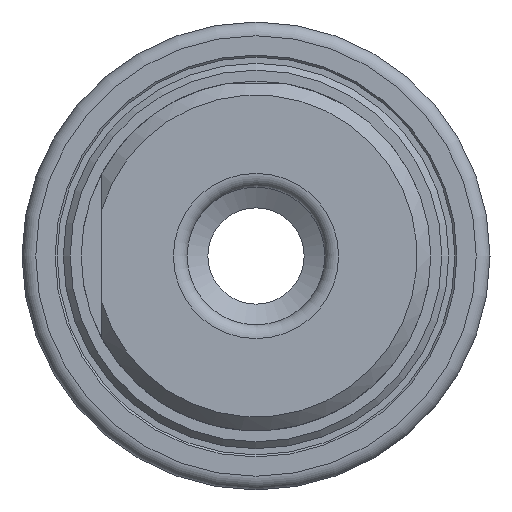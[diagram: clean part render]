
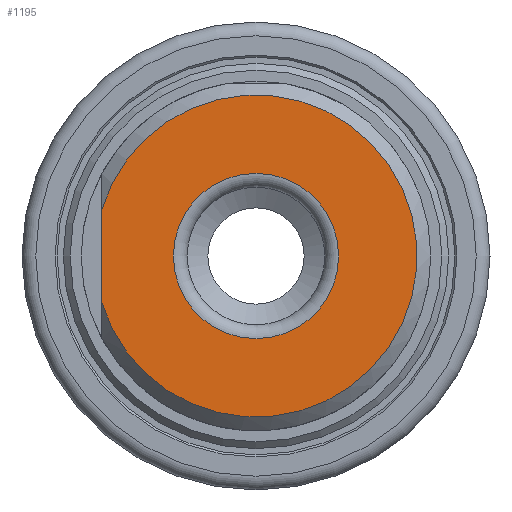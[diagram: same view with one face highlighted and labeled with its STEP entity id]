
A CAD part, left-side view. The second image highlights one B-rep face of the part: STEP entity #1195.
In plain terms, the highlighted planar face has unit normal (-1, 0, 0).
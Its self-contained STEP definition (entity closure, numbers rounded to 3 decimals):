
#47=FACE_BOUND('',#270,.T.);
#56=CIRCLE('',#1283,11.7);
#60=CIRCLE('',#1290,6.);
#61=CIRCLE('',#1291,6.);
#205=FACE_OUTER_BOUND('',#269,.T.);
#269=EDGE_LOOP('',(#803,#804));
#270=EDGE_LOOP('',(#805,#806));
#347=LINE('',#1951,#399);
#399=VECTOR('',#1499,10.);
#455=VERTEX_POINT('',#1932);
#456=VERTEX_POINT('',#1936);
#461=VERTEX_POINT('',#1955);
#462=VERTEX_POINT('',#1956);
#595=EDGE_CURVE('',#455,#456,#56,.T.);
#602=EDGE_CURVE('',#455,#456,#347,.T.);
#604=EDGE_CURVE('',#461,#462,#60,.T.);
#605=EDGE_CURVE('',#462,#461,#61,.T.);
#803=ORIENTED_EDGE('',*,*,#602,.T.);
#804=ORIENTED_EDGE('',*,*,#595,.F.);
#805=ORIENTED_EDGE('',*,*,#604,.T.);
#806=ORIENTED_EDGE('',*,*,#605,.T.);
#1174=PLANE('',#1289);
#1195=ADVANCED_FACE('',(#205,#47),#1174,.T.);
#1283=AXIS2_PLACEMENT_3D('',#1937,#1488,#1489);
#1289=AXIS2_PLACEMENT_3D('',#1954,#1504,#1505);
#1290=AXIS2_PLACEMENT_3D('',#1957,#1506,#1507);
#1291=AXIS2_PLACEMENT_3D('',#1958,#1508,#1509);
#1488=DIRECTION('center_axis',(1.,0.,0.));
#1489=DIRECTION('ref_axis',(0.,0.,-1.));
#1499=DIRECTION('',(0.,0.,-1.));
#1504=DIRECTION('center_axis',(-1.,0.,0.));
#1505=DIRECTION('ref_axis',(0.,0.,1.));
#1506=DIRECTION('center_axis',(1.,0.,0.));
#1507=DIRECTION('ref_axis',(0.,0.,-1.));
#1508=DIRECTION('center_axis',(1.,0.,0.));
#1509=DIRECTION('ref_axis',(0.,0.,-1.));
#1932=CARTESIAN_POINT('',(-51.,11.2,3.384));
#1936=CARTESIAN_POINT('',(-51.,11.2,-3.384));
#1937=CARTESIAN_POINT('Origin',(-51.,0.,
0.));
#1951=CARTESIAN_POINT('',(-51.,11.2,0.));
#1954=CARTESIAN_POINT('Origin',(-51.,11.7,0.));
#1955=CARTESIAN_POINT('',(-51.,6.,0.));
#1956=CARTESIAN_POINT('',(-51.,0.,6.));
#1957=CARTESIAN_POINT('Origin',(-51.,0.,
0.));
#1958=CARTESIAN_POINT('Origin',(-51.,0.,
0.));
